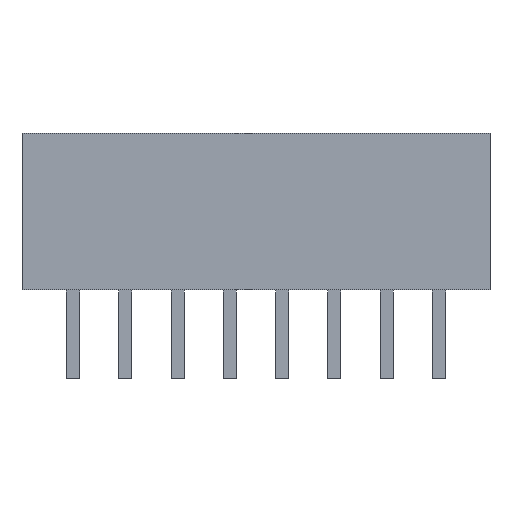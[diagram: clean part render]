
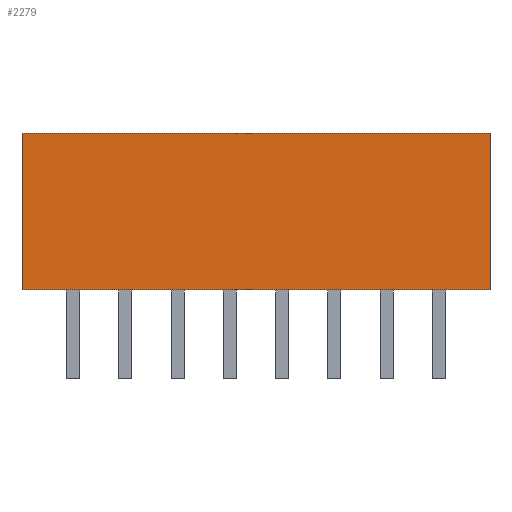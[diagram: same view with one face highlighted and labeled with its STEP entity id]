
A CAD part, front view. The second image highlights one B-rep face of the part: STEP entity #2279.
In plain terms, the highlighted planar face has unit normal (0, -1, 0).
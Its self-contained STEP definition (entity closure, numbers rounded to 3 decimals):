
#2240=CARTESIAN_POINT('',(-8.95,-2.8,-0.0));
#2241=VERTEX_POINT('',#2240);
#2242=CARTESIAN_POINT('',(8.95,-2.8,-0.0));
#2243=VERTEX_POINT('',#2242);
#2244=CARTESIAN_POINT('',(0.0,-2.8,-0.0));
#2245=DIRECTION('',(1.0,0.0,0.0));
#2246=VECTOR('',#2245,1.0);
#2247=LINE('',#2244,#2246);
#2248=EDGE_CURVE('n� 663',#2241,#2243,#2247,.T.);
#2249=ORIENTED_EDGE('',*,*,#2248,.T.);
#2250=CARTESIAN_POINT('',(8.95,-2.8,6.0));
#2251=VERTEX_POINT('',#2250);
#2252=CARTESIAN_POINT('',(8.95,-2.8,3.0));
#2253=DIRECTION('',(0.0,-0.0,1.0));
#2254=VECTOR('',#2253,1.0);
#2255=LINE('',#2252,#2254);
#2256=EDGE_CURVE('n� 584',#2243,#2251,#2255,.T.);
#2257=ORIENTED_EDGE('',*,*,#2256,.T.);
#2258=CARTESIAN_POINT('',(-8.95,-2.8,6.0));
#2259=VERTEX_POINT('',#2258);
#2260=CARTESIAN_POINT('',(0.0,-2.8,6.0));
#2261=DIRECTION('',(-1.0,0.0,0.0));
#2262=VECTOR('',#2261,1.0);
#2263=LINE('',#2260,#2262);
#2264=EDGE_CURVE('n� 906',#2251,#2259,#2263,.T.);
#2265=ORIENTED_EDGE('',*,*,#2264,.T.);
#2266=CARTESIAN_POINT('',(-8.95,-2.8,3.0));
#2267=DIRECTION('',(0.0,-0.0,1.0));
#2268=VECTOR('',#2267,1.0);
#2269=LINE('',#2266,#2268);
#2270=EDGE_CURVE('n� 783',#2241,#2259,#2269,.T.);
#2271=ORIENTED_EDGE('',*,*,#2270,.F.);
#2272=EDGE_LOOP('',(#2249,#2257,#2265,#2271));
#2273=FACE_OUTER_BOUND('',#2272,.T.);
#2274=CARTESIAN_POINT('',(8.95,-2.8,-0.0));
#2275=DIRECTION('',(0.0,1.0,0.0));
#2276=DIRECTION('',(-1.0,-0.0,0.0));
#2277=AXIS2_PLACEMENT_3D('',#2274,#2275,#2276);
#2278=PLANE('',#2277);
#2279=ADVANCED_FACE('n� 1230',(#2273),#2278,.F.);
